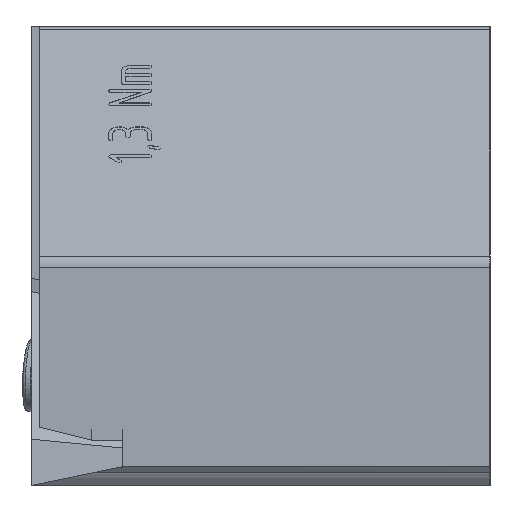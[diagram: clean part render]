
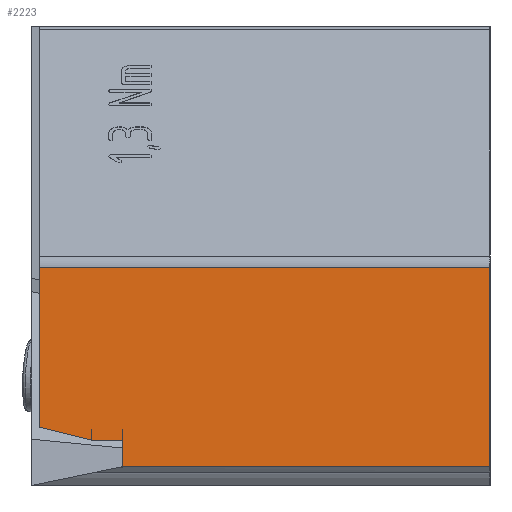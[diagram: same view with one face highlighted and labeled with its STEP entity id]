
A CAD part, left-side view. The second image highlights one B-rep face of the part: STEP entity #2223.
In plain terms, the highlighted planar face has unit normal (-1, 0, 0.018).
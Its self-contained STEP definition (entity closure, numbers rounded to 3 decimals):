
#31 = EDGE_CURVE ( 'Defeature ausgef�hrt1_15+Defeature ausgef�hrt1_6+Defeature ausgef�hrt1_10+Defeature ausgef�hrt1_23', #102, #3675, #2519, .T. ) ;
#88 = LINE ( 'NONE', #4520, #4544 ) ;
#102 = VERTEX_POINT ( 'NONE', #3582 ) ;
#460 = EDGE_CURVE ( 'Defeature ausgef�hrt1_6+Defeature ausgef�hrt1_23+Defeature ausgef�hrt1_106+Defeature ausgef�hrt1_15', #3104, #3675, #1746, .T. ) ;
#488 = VERTEX_POINT ( 'NONE', #972 ) ;
#643 = VECTOR ( 'NONE', #1588, 1000. ) ;
#651 = EDGE_LOOP ( 'NONE', ( #4536, #4473, #4934, #5465, #2141, #793, #3161, #2134 ) ) ;
#769 = CARTESIAN_POINT ( 'NONE',  ( 0., 161.374, 0.652 ) ) ;
#793 = ORIENTED_EDGE ( 'NONE', *, *, #460, .T. ) ;
#972 = CARTESIAN_POINT ( 'NONE',  ( 0.016, -3.18, 1.566 ) ) ;
#1116 = CARTESIAN_POINT ( 'NONE',  ( 0.03, 1.11, 2.368 ) ) ;
#1273 = VERTEX_POINT ( 'NONE', #1769 ) ;
#1441 = CARTESIAN_POINT ( 'NONE',  ( 0.124, 161.374, 7.777 ) ) ;
#1478 = PLANE ( 'NONE',  #3756 ) ;
#1485 = DIRECTION ( 'NONE',  ( 0.017, 0., 1. ) ) ;
#1588 = DIRECTION ( 'NONE',  ( 0., -1., 0. ) ) ;
#1643 = DIRECTION ( 'NONE',  ( -0.017, 0., -1. ) ) ;
#1689 = DIRECTION ( 'NONE',  ( -0.017, 0., -1. ) ) ;
#1712 = VERTEX_POINT ( 'NONE', #3654 ) ;
#1746 = LINE ( 'NONE', #769, #643 ) ;
#1769 = CARTESIAN_POINT ( 'NONE',  ( 0.12, -0.3, 7.539 ) ) ;
#1899 = DIRECTION ( 'NONE',  ( 0., -1., 0. ) ) ;
#2127 = CARTESIAN_POINT ( 'NONE',  ( 0.124, -0.3, 7.777 ) ) ;
#2134 = ORIENTED_EDGE ( 'NONE', *, *, #4991, .F. ) ;
#2141 = ORIENTED_EDGE ( 'NONE', *, *, #4367, .F. ) ;
#2223 = ADVANCED_FACE ( 'Defeature ausgef�hrt1_6', ( #5058 ), #1478, .F. ) ;
#2301 = VECTOR ( 'NONE', #4519, 1000. ) ;
#2517 = LINE ( 'NONE', #1116, #3421 ) ;
#2519 = LINE ( 'NONE', #4980, #4678 ) ;
#2527 = DIRECTION ( 'NONE',  ( 0.017, 0., 1. ) ) ;
#2663 = VECTOR ( 'NONE', #1689, 1000. ) ;
#2739 = EDGE_CURVE ( 'Defeature ausgef�hrt1_6+Defeature ausgef�hrt1_18+Defeature ausgef�hrt1_103+Defeature ausgef�hrt1_20', #5196, #488, #3359, .T. ) ;
#2789 = LINE ( 'NONE', #2127, #2663 ) ;
#2983 = LINE ( 'NONE', #4100, #4060 ) ;
#3076 = DIRECTION ( 'NONE',  ( 1., 0., -0.017 ) ) ;
#3104 = VERTEX_POINT ( 'NONE', #3684 ) ;
#3161 = ORIENTED_EDGE ( 'NONE', *, *, #31, .F. ) ;
#3359 = LINE ( 'NONE', #4514, #2301 ) ;
#3421 = VECTOR ( 'NONE', #5342, 1000. ) ;
#3582 = CARTESIAN_POINT ( 'NONE',  ( 0.12, -15.875, 7.539 ) ) ;
#3654 = CARTESIAN_POINT ( 'NONE',  ( 0.011, -3.18, 1.296 ) ) ;
#3675 = VERTEX_POINT ( 'NONE', #3703 ) ;
#3684 = CARTESIAN_POINT ( 'NONE',  ( 0., -3.18, 0.652 ) ) ;
#3703 = CARTESIAN_POINT ( 'NONE',  ( 0., -15.875, 0.652 ) ) ;
#3720 = VERTEX_POINT ( 'NONE', #4565 ) ;
#3756 = AXIS2_PLACEMENT_3D ( 'NONE', #1441, #3076, #1485 ) ;
#3848 = CARTESIAN_POINT ( 'NONE',  ( 0.108, -3.18, 6.822 ) ) ;
#4060 = VECTOR ( 'NONE', #5308, 1000. ) ;
#4100 = CARTESIAN_POINT ( 'NONE',  ( 0.108, -3.18, 6.822 ) ) ;
#4357 = LINE ( 'NONE', #3848, #5152 ) ;
#4367 = EDGE_CURVE ( 'Defeature ausgef�hrt1_106+Defeature ausgef�hrt1_6+Defeature ausgef�hrt1_105+Defeature ausgef�hrt1_103', #3104, #1712, #2983, .T. ) ;
#4469 = EDGE_CURVE ( 'Defeature ausgef�hrt1_6+Defeature ausgef�hrt1_103+Defeature ausgef�hrt1_25+Defeature ausgef�hrt1_18', #3720, #5196, #2517, .T. ) ;
#4473 = ORIENTED_EDGE ( 'NONE', *, *, #4469, .T. ) ;
#4514 = CARTESIAN_POINT ( 'NONE',  ( 0.016, -3.18, 1.566 ) ) ;
#4519 = DIRECTION ( 'NONE',  ( 0., -1., 0. ) ) ;
#4520 = CARTESIAN_POINT ( 'NONE',  ( 0.12, 161.374, 7.539 ) ) ;
#4536 = ORIENTED_EDGE ( 'NONE', *, *, #5398, .T. ) ;
#4544 = VECTOR ( 'NONE', #1899, 1000. ) ;
#4565 = CARTESIAN_POINT ( 'NONE',  ( 0.024, -0.3, 2.016 ) ) ;
#4678 = VECTOR ( 'NONE', #1643, 1000. ) ;
#4934 = ORIENTED_EDGE ( 'NONE', *, *, #2739, .T. ) ;
#4980 = CARTESIAN_POINT ( 'NONE',  ( -0.012, -15.875, -0.011 ) ) ;
#4991 = EDGE_CURVE ( 'Defeature ausgef�hrt1_10+Defeature ausgef�hrt1_6+Defeature ausgef�hrt1_25+Defeature ausgef�hrt1_15', #1273, #102, #88, .T. ) ;
#5058 = FACE_OUTER_BOUND ( 'NONE', #651, .T. ) ;
#5152 = VECTOR ( 'NONE', #2527, 1000. ) ;
#5196 = VERTEX_POINT ( 'NONE', #5384 ) ;
#5308 = DIRECTION ( 'NONE',  ( 0.017, 0., 1. ) ) ;
#5326 = EDGE_CURVE ( 'Defeature ausgef�hrt1_20+Defeature ausgef�hrt1_6+Defeature ausgef�hrt1_103+Defeature ausgef�hrt1_18', #1712, #488, #4357, .T. ) ;
#5342 = DIRECTION ( 'NONE',  ( -0.004, -0.97, -0.243 ) ) ;
#5384 = CARTESIAN_POINT ( 'NONE',  ( 0.016, -2.099, 1.566 ) ) ;
#5398 = EDGE_CURVE ( 'Defeature ausgef�hrt1_6+Defeature ausgef�hrt1_25+Defeature ausgef�hrt1_10+Defeature ausgef�hrt1_103', #1273, #3720, #2789, .T. ) ;
#5465 = ORIENTED_EDGE ( 'NONE', *, *, #5326, .F. ) ;
